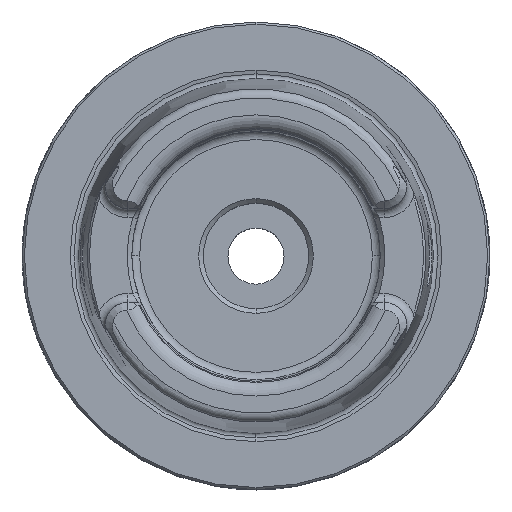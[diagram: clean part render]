
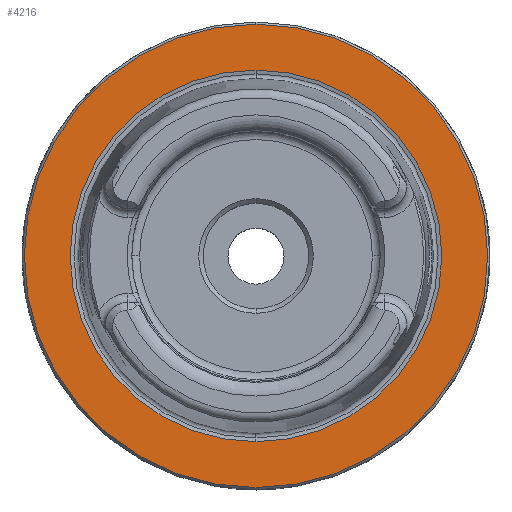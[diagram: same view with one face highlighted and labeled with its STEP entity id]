
A CAD part, top view. The second image highlights one B-rep face of the part: STEP entity #4216.
In plain terms, the highlighted planar face has unit normal (0, 0, 1).
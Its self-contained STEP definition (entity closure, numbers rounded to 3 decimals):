
#2192=VERTEX_POINT('NONE',#5760);
#2316=VERTEX_POINT('NONE',#5895);
#2492=EDGE_CURVE('NONE',#4274,#4736,#6096,.T.);
#2498=EDGE_CURVE('NONE',#4736,#4274,#6102,.T.);
#2756=EDGE_CURVE('NONE',#2316,#2192,#6392,.T.);
#4216=ADVANCED_FACE('NONE',(#7996,#7997),#7998,.F.);
#4274=VERTEX_POINT('NONE',#8060);
#4284=EDGE_CURVE('NONE',#2192,#2316,#8072,.F.);
#4736=VERTEX_POINT('NONE',#8578);
#5760=CARTESIAN_POINT('',(0.,39.697,0.));
#5895=CARTESIAN_POINT('',(0.,-39.697,0.));
#6096=CIRCLE('',#11472,49.495);
#6102=CIRCLE('',#11482,49.495);
#6392=CIRCLE('',#12235,39.697);
#7996=FACE_OUTER_BOUND('',#16196,.T.);
#7997=FACE_BOUND('',#16197,.T.);
#7998=PLANE('',#16198);
#8060=CARTESIAN_POINT('',(0.,-49.495,0.));
#8072=CIRCLE('',#16435,39.697);
#8578=CARTESIAN_POINT('',(0.,49.495,0.));
#11472=AXIS2_PLACEMENT_3D('',#20658,#20659,#20660);
#11482=AXIS2_PLACEMENT_3D('',#20665,#20666,#20667);
#12235=AXIS2_PLACEMENT_3D('',#21030,#21031,#21032);
#16196=EDGE_LOOP('',(#22835,#22836));
#16197=EDGE_LOOP('',(#22837,#22838));
#16198=AXIS2_PLACEMENT_3D('',#22839,#22840,#22841);
#16435=AXIS2_PLACEMENT_3D('',#22939,#22940,#22941);
#20658=CARTESIAN_POINT('',(0.,0.,0.));
#20659=DIRECTION('',(0.,0.,1.0));
#20660=DIRECTION('',(0.,-1.0,0.));
#20665=CARTESIAN_POINT('',(0.,0.,0.));
#20666=DIRECTION('',(0.,0.,1.0));
#20667=DIRECTION('',(0.,-1.0,0.));
#21030=CARTESIAN_POINT('',(0.,0.,0.));
#21031=DIRECTION('',(0.,0.,1.0));
#21032=DIRECTION('',(0.,1.0,0.));
#22835=ORIENTED_EDGE('',*,*,#2492,.T.);
#22836=ORIENTED_EDGE('',*,*,#2498,.T.);
#22837=ORIENTED_EDGE('',*,*,#4284,.F.);
#22838=ORIENTED_EDGE('',*,*,#2756,.F.);
#22839=CARTESIAN_POINT('',(0.,-38.483,0.));
#22840=DIRECTION('',(0.,0.,-1.0));
#22841=DIRECTION('',(0.,-1.0,0.));
#22939=CARTESIAN_POINT('',(0.,0.,0.));
#22940=DIRECTION('',(0.,0.,-1.0));
#22941=DIRECTION('',(0.,1.0,0.));
